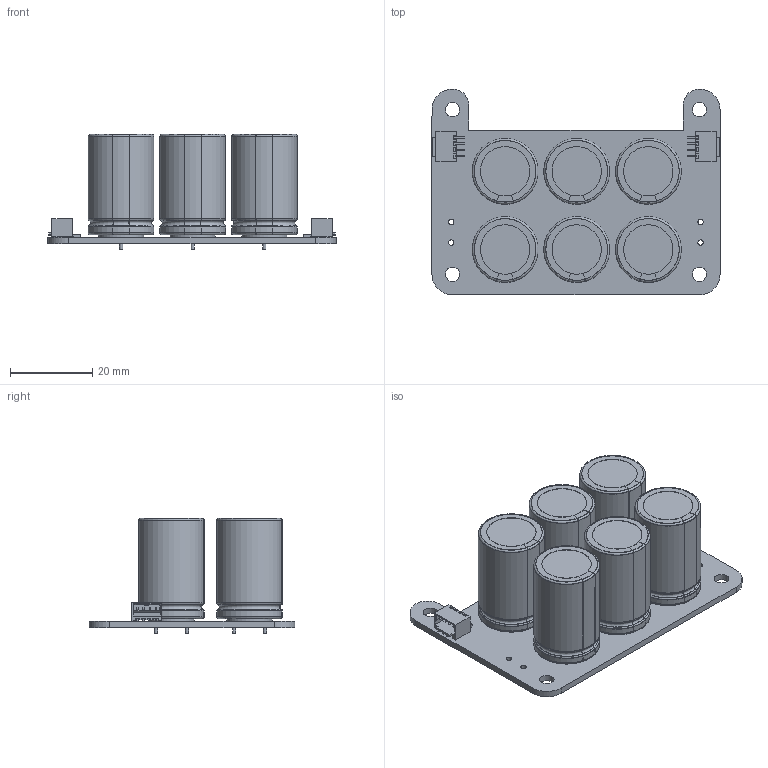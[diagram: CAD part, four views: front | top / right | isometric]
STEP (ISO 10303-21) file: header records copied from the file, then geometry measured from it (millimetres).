
FILE_DESCRIPTION(('Open CASCADE Model'),'2;1');
FILE_NAME('Open CASCADE Shape Model','2021-04-01T11:13:01',('Author'),( 'Open CASCADE'),'Open CASCADE STEP processor 6.8','Open CASCADE 6.8' ,'Unknown');
FILE_SCHEMA(('AUTOMOTIVE_DESIGN { 1 0 10303 214 1 1 1 1 }'));
Length unit declared in the file: millimetre
Products named in the file (1): PCB
Bounding box: 70 x 50 x 28 mm (x, y, z)
Volume: 9902.4 mm3; surface area: 44405.3 mm2
Topology: 27 solids, 75 shells, 948 faces, 2548 edges, 1760 vertices
Faces by surface type: plane 576, torus 204, cylinder 168
Full cylindrical faces by diameter (mm): 0.8 x12, 1 x12, 1.3 x4, 3.5 x4, 11 x12, 15.4 x18, 15.8 x12
Entity records: 30449 total; most frequent: DIRECTION 5310, CARTESIAN_POINT 5257, ORIENTED_EDGE 4896, EDGE_CURVE 2484, AXIS2_PLACEMENT_3D 1813, LINE 1684, VECTOR 1684, VERTEX_POINT 1632
